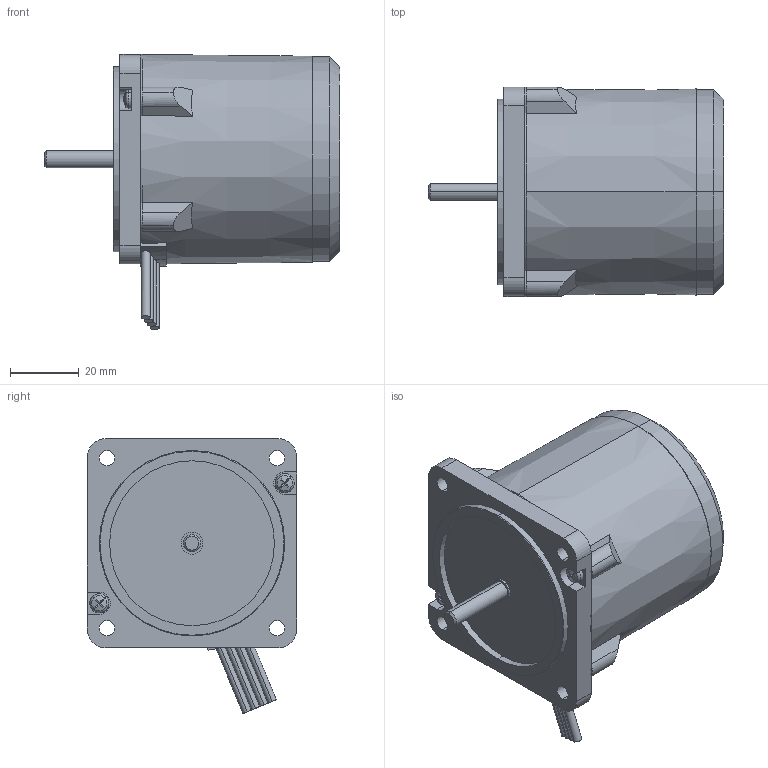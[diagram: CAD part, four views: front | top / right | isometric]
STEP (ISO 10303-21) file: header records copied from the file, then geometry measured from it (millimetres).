
FILE_DESCRIPTION(('starvars output'),'2;1');
FILE_NAME('6bs.stp','10:53:21 2014/09/12',( 'Thomas Industrial Network Germany GmbH'),( 'Thomas Industrial Network Germany GmbH'),'unknown preprocess','ACIS' ,'unknown authorization');
FILE_SCHEMA(('AUTOMOTIVE_DESIGN_CC2 {UNKNOWN IMPLEMENTATION LEVEL}'));
Length unit declared in the file: millimetre
Products named in the file (1): PRODUCT_ID_29
Bounding box: 86 x 61 x 80.09 mm (x, y, z)
Volume: 190633.6 mm3; surface area: 21641.8 mm2
Topology: 1 solids, 1 shells, 148 faces, 386 edges, 249 vertices
Faces by surface type: plane 71, cylinder 57, cone 12, bspline 4, torus 4
Entity records: 5517 total; most frequent: CARTESIAN_POINT 1040, ORIENTED_EDGE 772, DIRECTION 546, EDGE_CURVE 386, VERTEX_POINT 249, VECTOR 184, LINE 184, AXIS2_PLACEMENT_3D 181
